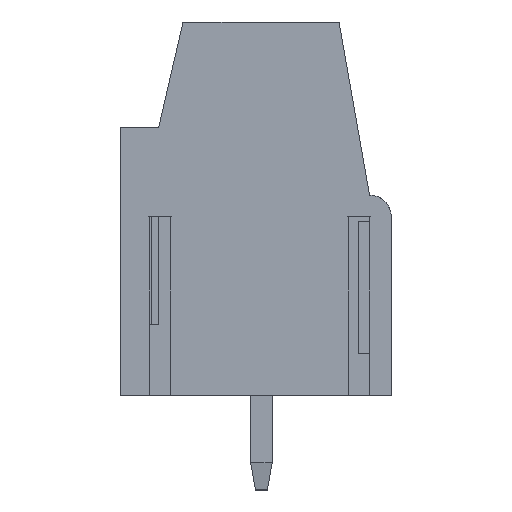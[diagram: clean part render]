
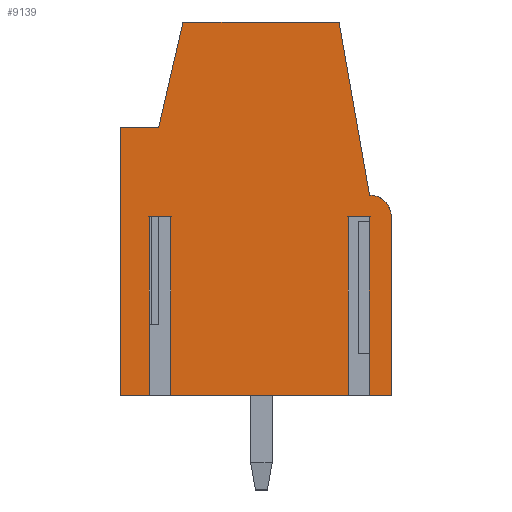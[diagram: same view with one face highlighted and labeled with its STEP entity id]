
A CAD part, left-side view. The second image highlights one B-rep face of the part: STEP entity #9139.
In plain terms, the highlighted planar face has unit normal (-1, 0, 0).
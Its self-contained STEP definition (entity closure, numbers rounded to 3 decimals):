
#9055=AXIS2_PLACEMENT_3D('Plane Axis2P3D',#9052,#9053,#9054) ;
#9085=AXIS2_PLACEMENT_3D('Circle Axis2P3D',#9083,#9084,$) ;
#7952=CARTESIAN_POINT('Vertex',(0.,10.,13.4)) ;
#8036=CARTESIAN_POINT('Vertex',(0.,10.,3.5)) ;
#8039=CARTESIAN_POINT('Line Origine',(0.,10.,8.45)) ;
#8096=CARTESIAN_POINT('Vertex',(0.,7.7,17.3)) ;
#8145=CARTESIAN_POINT('Vertex',(0.,8.6,13.4)) ;
#8148=CARTESIAN_POINT('Line Origine',(0.,8.15,15.35)) ;
#8224=CARTESIAN_POINT('Line Origine',(0.,9.3,13.4)) ;
#8418=CARTESIAN_POINT('Vertex',(0.,8.16,3.5)) ;
#8432=CARTESIAN_POINT('Vertex',(0.,8.94,3.5)) ;
#8435=CARTESIAN_POINT('Line Origine',(0.,9.47,3.5)) ;
#8507=CARTESIAN_POINT('Vertex',(0.,0.,3.5)) ;
#8510=CARTESIAN_POINT('Line Origine',(0.,0.405,3.5)) ;
#8514=CARTESIAN_POINT('Vertex',(0.,0.81,3.5)) ;
#8535=CARTESIAN_POINT('Vertex',(0.,1.59,3.5)) ;
#8538=CARTESIAN_POINT('Line Origine',(0.,4.875,3.5)) ;
#9052=CARTESIAN_POINT('Axis2P3D Location',(0.,10.,0.3)) ;
#9057=CARTESIAN_POINT('Line Origine',(0.,1.59,6.8)) ;
#9061=CARTESIAN_POINT('Vertex',(0.,1.59,10.1)) ;
#9064=CARTESIAN_POINT('Line Origine',(0.,1.2,10.1)) ;
#9068=CARTESIAN_POINT('Vertex',(0.,0.81,10.1)) ;
#9071=CARTESIAN_POINT('Line Origine',(0.,0.81,6.8)) ;
#9076=CARTESIAN_POINT('Line Origine',(0.,0.,6.8)) ;
#9080=CARTESIAN_POINT('Vertex',(0.,0.,10.1)) ;
#9083=CARTESIAN_POINT('Axis2P3D Location',(0.,0.8,10.1)) ;
#9087=CARTESIAN_POINT('Vertex',(0.,0.8,10.9)) ;
#9090=CARTESIAN_POINT('Line Origine',(0.,1.364,14.1)) ;
#9094=CARTESIAN_POINT('Vertex',(0.,1.928,17.3)) ;
#9097=CARTESIAN_POINT('Line Origine',(0.,4.814,17.3)) ;
#9102=CARTESIAN_POINT('Line Origine',(0.,8.94,6.8)) ;
#9106=CARTESIAN_POINT('Vertex',(0.,8.94,10.1)) ;
#9109=CARTESIAN_POINT('Line Origine',(0.,8.55,10.1)) ;
#9113=CARTESIAN_POINT('Vertex',(0.,8.16,10.1)) ;
#9116=CARTESIAN_POINT('Line Origine',(0.,8.16,6.8)) ;
#8040=DIRECTION('Vector Direction',(0.,0.,1.)) ;
#8149=DIRECTION('Vector Direction',(0.,-0.225,0.974)) ;
#8225=DIRECTION('Vector Direction',(0.,-1.,0.)) ;
#8436=DIRECTION('Vector Direction',(0.,-1.,0.)) ;
#8511=DIRECTION('Vector Direction',(0.,-1.,0.)) ;
#8539=DIRECTION('Vector Direction',(0.,-1.,0.)) ;
#9053=DIRECTION('Axis2P3D Direction',(1.,0.,0.)) ;
#9054=DIRECTION('Axis2P3D XDirection',(0.,0.,-1.)) ;
#9058=DIRECTION('Vector Direction',(0.,0.,1.)) ;
#9065=DIRECTION('Vector Direction',(0.,1.,0.)) ;
#9072=DIRECTION('Vector Direction',(0.,0.,1.)) ;
#9077=DIRECTION('Vector Direction',(0.,0.,-1.)) ;
#9084=DIRECTION('Axis2P3D Direction',(1.,0.,0.)) ;
#9091=DIRECTION('Vector Direction',(0.,-0.174,-0.985)) ;
#9098=DIRECTION('Vector Direction',(0.,-1.,0.)) ;
#9103=DIRECTION('Vector Direction',(0.,0.,1.)) ;
#9110=DIRECTION('Vector Direction',(0.,1.,0.)) ;
#9117=DIRECTION('Vector Direction',(0.,0.,1.)) ;
#8041=VECTOR('Line Direction',#8040,1.) ;
#8150=VECTOR('Line Direction',#8149,1.) ;
#8226=VECTOR('Line Direction',#8225,1.) ;
#8437=VECTOR('Line Direction',#8436,1.) ;
#8512=VECTOR('Line Direction',#8511,1.) ;
#8540=VECTOR('Line Direction',#8539,1.) ;
#9059=VECTOR('Line Direction',#9058,1.) ;
#9066=VECTOR('Line Direction',#9065,1.) ;
#9073=VECTOR('Line Direction',#9072,1.) ;
#9078=VECTOR('Line Direction',#9077,1.) ;
#9092=VECTOR('Line Direction',#9091,1.) ;
#9099=VECTOR('Line Direction',#9098,1.) ;
#9104=VECTOR('Line Direction',#9103,1.) ;
#9111=VECTOR('Line Direction',#9110,1.) ;
#9118=VECTOR('Line Direction',#9117,1.) ;
#9122=ORIENTED_EDGE('',*,*,#9063,.T.) ;
#9123=ORIENTED_EDGE('',*,*,#9070,.F.) ;
#9124=ORIENTED_EDGE('',*,*,#9075,.F.) ;
#9125=ORIENTED_EDGE('',*,*,#8516,.T.) ;
#9126=ORIENTED_EDGE('',*,*,#9082,.F.) ;
#9127=ORIENTED_EDGE('',*,*,#9089,.F.) ;
#9128=ORIENTED_EDGE('',*,*,#9096,.F.) ;
#9129=ORIENTED_EDGE('',*,*,#9101,.F.) ;
#9130=ORIENTED_EDGE('',*,*,#8152,.F.) ;
#9131=ORIENTED_EDGE('',*,*,#8228,.F.) ;
#9132=ORIENTED_EDGE('',*,*,#8043,.F.) ;
#9133=ORIENTED_EDGE('',*,*,#8439,.T.) ;
#9134=ORIENTED_EDGE('',*,*,#9108,.T.) ;
#9135=ORIENTED_EDGE('',*,*,#9115,.F.) ;
#9136=ORIENTED_EDGE('',*,*,#9120,.F.) ;
#9137=ORIENTED_EDGE('',*,*,#8542,.T.) ;
#9139=ADVANCED_FACE('HOUSING',(#9138),#9056,.F.) ;
#9086=CIRCLE('generated circle',#9085,0.8) ;
#8043=EDGE_CURVE('',#8037,#7953,#8042,.T.) ;
#8152=EDGE_CURVE('',#8146,#8097,#8151,.T.) ;
#8228=EDGE_CURVE('',#7953,#8146,#8227,.T.) ;
#8439=EDGE_CURVE('',#8037,#8433,#8438,.T.) ;
#8516=EDGE_CURVE('',#8515,#8508,#8513,.T.) ;
#8542=EDGE_CURVE('',#8419,#8536,#8541,.T.) ;
#9063=EDGE_CURVE('',#8536,#9062,#9060,.T.) ;
#9070=EDGE_CURVE('',#9069,#9062,#9067,.T.) ;
#9075=EDGE_CURVE('',#8515,#9069,#9074,.T.) ;
#9082=EDGE_CURVE('',#9081,#8508,#9079,.T.) ;
#9089=EDGE_CURVE('',#9088,#9081,#9086,.T.) ;
#9096=EDGE_CURVE('',#9095,#9088,#9093,.T.) ;
#9101=EDGE_CURVE('',#8097,#9095,#9100,.T.) ;
#9108=EDGE_CURVE('',#8433,#9107,#9105,.T.) ;
#9115=EDGE_CURVE('',#9114,#9107,#9112,.T.) ;
#9120=EDGE_CURVE('',#8419,#9114,#9119,.T.) ;
#9121=EDGE_LOOP('',(#9122,#9123,#9124,#9125,#9126,#9127,#9128,#9129,#9130,#9131,#9132,#9133,#9134,#9135,#9136,#9137)) ;
#9138=FACE_OUTER_BOUND('',#9121,.T.) ;
#8042=LINE('Line',#8039,#8041) ;
#8151=LINE('Line',#8148,#8150) ;
#8227=LINE('Line',#8224,#8226) ;
#8438=LINE('Line',#8435,#8437) ;
#8513=LINE('Line',#8510,#8512) ;
#8541=LINE('Line',#8538,#8540) ;
#9060=LINE('Line',#9057,#9059) ;
#9067=LINE('Line',#9064,#9066) ;
#9074=LINE('Line',#9071,#9073) ;
#9079=LINE('Line',#9076,#9078) ;
#9093=LINE('Line',#9090,#9092) ;
#9100=LINE('Line',#9097,#9099) ;
#9105=LINE('Line',#9102,#9104) ;
#9112=LINE('Line',#9109,#9111) ;
#9119=LINE('Line',#9116,#9118) ;
#9056=PLANE('',#9055) ;
#7953=VERTEX_POINT('',#7952) ;
#8037=VERTEX_POINT('',#8036) ;
#8097=VERTEX_POINT('',#8096) ;
#8146=VERTEX_POINT('',#8145) ;
#8419=VERTEX_POINT('',#8418) ;
#8433=VERTEX_POINT('',#8432) ;
#8508=VERTEX_POINT('',#8507) ;
#8515=VERTEX_POINT('',#8514) ;
#8536=VERTEX_POINT('',#8535) ;
#9062=VERTEX_POINT('',#9061) ;
#9069=VERTEX_POINT('',#9068) ;
#9081=VERTEX_POINT('',#9080) ;
#9088=VERTEX_POINT('',#9087) ;
#9095=VERTEX_POINT('',#9094) ;
#9107=VERTEX_POINT('',#9106) ;
#9114=VERTEX_POINT('',#9113) ;
